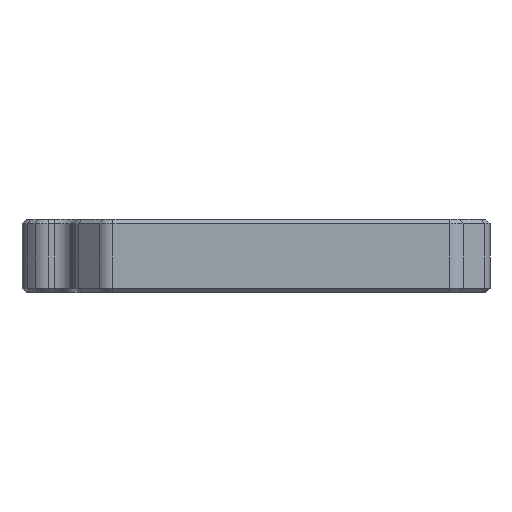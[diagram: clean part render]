
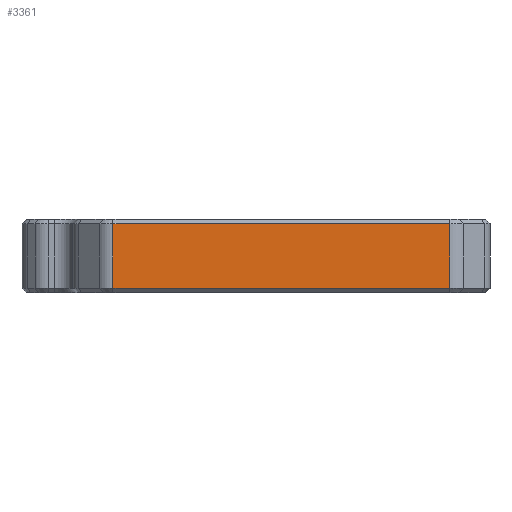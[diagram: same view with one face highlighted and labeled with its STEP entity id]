
A CAD part, front view. The second image highlights one B-rep face of the part: STEP entity #3361.
In plain terms, the highlighted planar face has unit normal (0, -1, 0).
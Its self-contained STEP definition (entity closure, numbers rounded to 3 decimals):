
#91=PLANE('',#3702);
#292=FACE_OUTER_BOUND('',#531,.T.);
#531=EDGE_LOOP('',(#2721,#2722,#2723,#2724));
#800=LINE('',#5449,#1131);
#822=LINE('',#5507,#1153);
#833=LINE('',#5532,#1164);
#834=LINE('',#5534,#1165);
#1131=VECTOR('',#4345,10.);
#1153=VECTOR('',#4409,10.);
#1164=VECTOR('',#4438,10.);
#1165=VECTOR('',#4441,10.);
#1676=VERTEX_POINT('',#5443);
#1677=VERTEX_POINT('',#5447);
#1691=VERTEX_POINT('',#5501);
#1692=VERTEX_POINT('',#5505);
#2019=EDGE_CURVE('',#1677,#1676,#800,.T.);
#2048=EDGE_CURVE('',#1691,#1692,#822,.T.);
#2061=EDGE_CURVE('',#1692,#1677,#833,.T.);
#2062=EDGE_CURVE('',#1676,#1691,#834,.T.);
#2721=ORIENTED_EDGE('',*,*,#2019,.F.);
#2722=ORIENTED_EDGE('',*,*,#2061,.F.);
#2723=ORIENTED_EDGE('',*,*,#2048,.F.);
#2724=ORIENTED_EDGE('',*,*,#2062,.F.);
#3361=ADVANCED_FACE('',(#292),#91,.T.);
#3702=AXIS2_PLACEMENT_3D('',#5533,#4439,#4440);
#4345=DIRECTION('',(-1.,0.,0.));
#4409=DIRECTION('',(1.,0.,0.));
#4438=DIRECTION('',(0.,0.,-1.));
#4439=DIRECTION('center_axis',(0.,-1.,0.));
#4440=DIRECTION('ref_axis',(1.,0.,0.));
#4441=DIRECTION('',(0.,0.,1.));
#5443=CARTESIAN_POINT('',(36.789,14.501,0.5));
#5447=CARTESIAN_POINT('',(73.225,14.501,0.5));
#5449=CARTESIAN_POINT('',(36.612,14.501,0.5));
#5501=CARTESIAN_POINT('',(36.789,14.501,7.5));
#5505=CARTESIAN_POINT('',(73.225,14.501,7.5));
#5507=CARTESIAN_POINT('',(75.389,14.501,7.5));
#5532=CARTESIAN_POINT('',(73.225,14.501,2.));
#5533=CARTESIAN_POINT('Origin',(73.225,14.501,0.));
#5534=CARTESIAN_POINT('',(36.789,14.501,1.));
